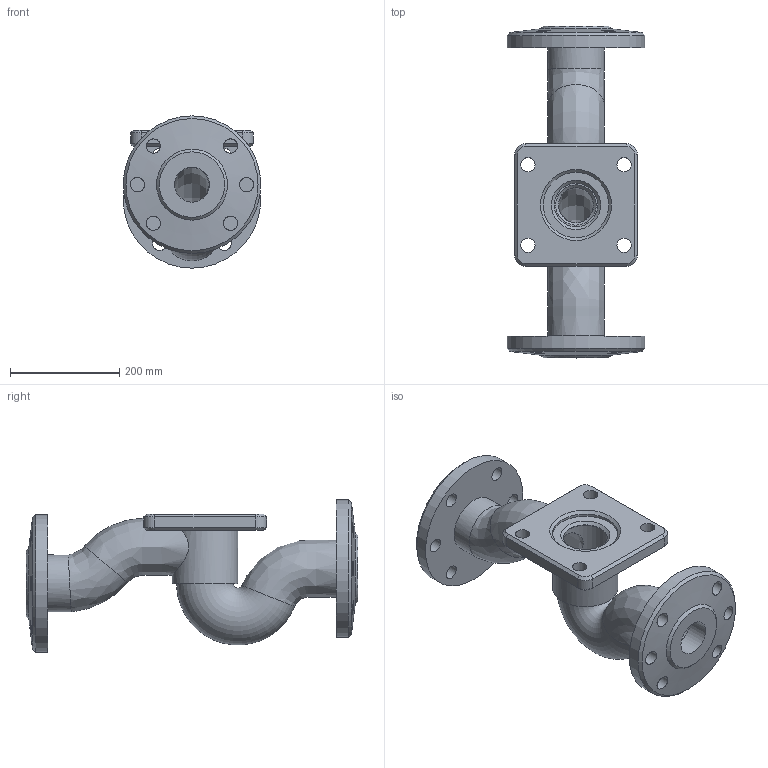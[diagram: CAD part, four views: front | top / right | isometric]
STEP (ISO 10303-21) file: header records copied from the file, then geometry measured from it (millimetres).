
FILE_DESCRIPTION(/* description */ ('Unknown'),/* implementation_level */ '2;1');
FILE_NAME(/* name */ 'tooltest',/* time_stamp */ '2025-08-01T17:30:44+05:00',/* author */ ('Unknown'),/* organization */ ('Unknown'),/* preprocessor_version */ 'ST-DEVELOPER v16.7',/* originating_system */ 'Solid Edge',/* authorisation */ 'Unknown');
FILE_SCHEMA (('AUTOMOTIVE_DESIGN {1 0 10303 214 3 1 1}'));
Length unit declared in the file: millimetre
Products named in the file (1): tooltest
Bounding box: 252 x 608.05 x 279.01 mm (x, y, z)
Volume: 7519495.4 mm3; surface area: 716535.5 mm2
Topology: 1 solids, 1 shells, 80 faces, 205 edges, 135 vertices
Faces by surface type: cylinder 30, plane 25, cone 18, bspline 6, torus 1
Full cylindrical faces by diameter (mm): 26 x16, 60 x1, 64 x2, 80 x1, 92 x1, 104 x1, 120 x2, 252 x2
Entity records: 6594 total; most frequent: CARTESIAN_POINT 4348, DIRECTION 330, ORIENTED_EDGE 272, EDGE_LOOP 167, FACE_BOUND 167, AXIS2_PLACEMENT_3D 144, EDGE_CURVE 136, VERTEX_POINT 109
